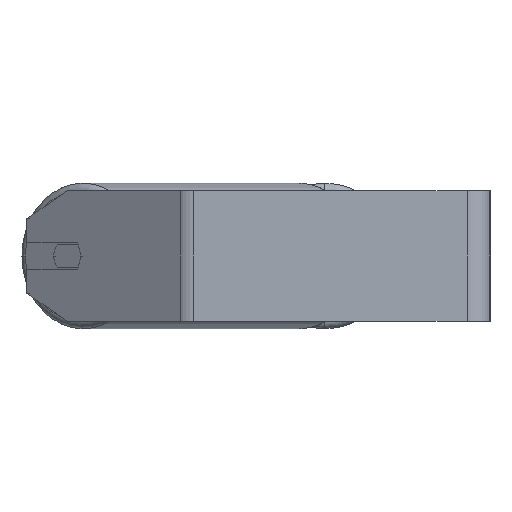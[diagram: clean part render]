
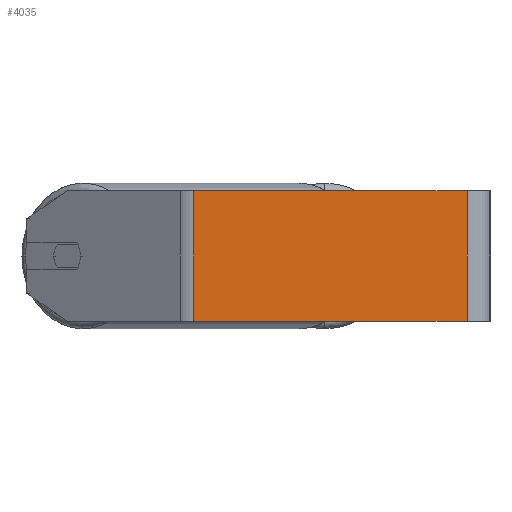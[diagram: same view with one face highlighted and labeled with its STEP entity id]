
A CAD part, left-side view. The second image highlights one B-rep face of the part: STEP entity #4035.
In plain terms, the highlighted planar face has unit normal (-1, 0, 0).
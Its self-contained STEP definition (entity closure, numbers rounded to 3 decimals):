
#259 = VERTEX_POINT ( 'NONE', #2991 ) ;
#274 = DIRECTION ( 'NONE',  ( 0., -1., 0. ) ) ;
#516 = FACE_OUTER_BOUND ( 'NONE', #8599, .T. ) ;
#1735 = CARTESIAN_POINT ( 'NONE',  ( -415., 14., -40. ) ) ;
#1998 = DIRECTION ( 'NONE',  ( 0., 0., -1. ) ) ;
#2024 = ORIENTED_EDGE ( 'NONE', *, *, #4474, .T. ) ;
#2736 = CARTESIAN_POINT ( 'NONE',  ( -415., 185.79, -40. ) ) ;
#2991 = CARTESIAN_POINT ( 'NONE',  ( -415., 181.376, 40. ) ) ;
#3045 = ORIENTED_EDGE ( 'NONE', *, *, #4614, .T. ) ;
#3451 = CARTESIAN_POINT ( 'NONE',  ( -415., 14., 40. ) ) ;
#3529 = CARTESIAN_POINT ( 'NONE',  ( -415., 181.376, 40. ) ) ;
#3539 = CARTESIAN_POINT ( 'NONE',  ( -415., 14., 40. ) ) ;
#3589 = LINE ( 'NONE', #7006, #5847 ) ;
#3997 = DIRECTION ( 'NONE',  ( 1., 0., 0. ) ) ;
#4035 = ADVANCED_FACE ( 'NONE', ( #516 ), #7945, .F. ) ;
#4106 = LINE ( 'NONE', #2736, #4976 ) ;
#4168 = DIRECTION ( 'NONE',  ( 0., 0., -1. ) ) ;
#4474 = EDGE_CURVE ( 'NONE', #4798, #5469, #4106, .T. ) ;
#4614 = EDGE_CURVE ( 'NONE', #259, #4798, #7040, .T. ) ;
#4646 = DIRECTION ( 'NONE',  ( 0., -1., 0. ) ) ;
#4798 = VERTEX_POINT ( 'NONE', #5170 ) ;
#4976 = VECTOR ( 'NONE', #4646, 1000. ) ;
#5170 = CARTESIAN_POINT ( 'NONE',  ( -415., 181.376, -40. ) ) ;
#5469 = VERTEX_POINT ( 'NONE', #1735 ) ;
#5532 = LINE ( 'NONE', #3539, #5564 ) ;
#5564 = VECTOR ( 'NONE', #4168, 1000. ) ;
#5847 = VECTOR ( 'NONE', #274, 1000. ) ;
#5928 = EDGE_CURVE ( 'NONE', #8576, #5469, #5532, .T. ) ;
#6033 = EDGE_CURVE ( 'NONE', #259, #8576, #3589, .T. ) ;
#6171 = ORIENTED_EDGE ( 'NONE', *, *, #6033, .F. ) ;
#6363 = DIRECTION ( 'NONE',  ( 0., 0., -1. ) ) ;
#7006 = CARTESIAN_POINT ( 'NONE',  ( -415., 185.79, 40. ) ) ;
#7040 = LINE ( 'NONE', #3529, #8655 ) ;
#7233 = CARTESIAN_POINT ( 'NONE',  ( -415., 185.79, 40. ) ) ;
#7517 = AXIS2_PLACEMENT_3D ( 'NONE', #7233, #3997, #1998 ) ;
#7945 = PLANE ( 'NONE',  #7517 ) ;
#8086 = ORIENTED_EDGE ( 'NONE', *, *, #5928, .F. ) ;
#8576 = VERTEX_POINT ( 'NONE', #3451 ) ;
#8599 = EDGE_LOOP ( 'NONE', ( #2024, #8086, #6171, #3045 ) ) ;
#8655 = VECTOR ( 'NONE', #6363, 1000. ) ;
